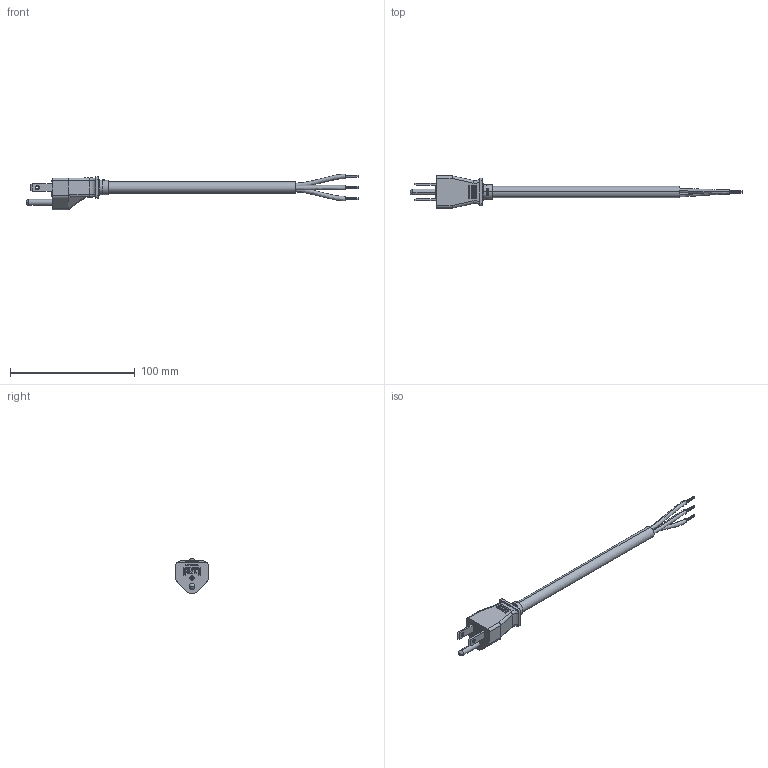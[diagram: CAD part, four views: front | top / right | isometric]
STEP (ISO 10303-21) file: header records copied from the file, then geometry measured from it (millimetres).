
FILE_DESCRIPTION (( 'STEP AP203' ), '1' );
FILE_NAME ('11-00121_revA.STEP', '2020-05-20T23:00:11', ( '' ), ( '' ), 'SwSTEP 2.0', 'SolidWorks 2015', '' );
FILE_SCHEMA (( 'CONFIG_CONTROL_DESIGN' ));
Length unit declared in the file: millimetre
Products named in the file (3): 11-00121_revA; 30-01362_s + t; TLY-13
Assembly tree (2 placements, depth 2):
  11-00121_revA
    30-01362_s + t
    TLY-13
Bounding box: 266 x 25.8 x 28.62 mm (x, y, z)
Volume: 28969.3 mm3; surface area: 65709.2 mm2
Topology: 260 solids, 260 shells, 2048 faces, 4460 edges, 2965 vertices
Faces by surface type: plane 1199, cylinder 813, bspline 28, cone 8
Entity records: 57670 total; most frequent: CARTESIAN_POINT 11489, DIRECTION 9863, ORIENTED_EDGE 8912, EDGE_CURVE 4456, AXIS2_PLACEMENT_3D 3685, VERTEX_POINT 2965, VECTOR 2493, LINE 2493
